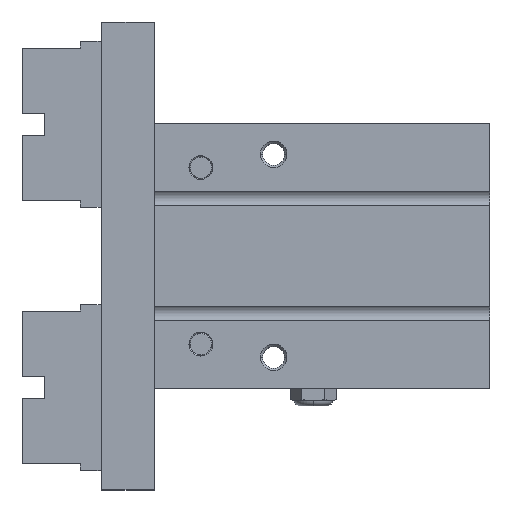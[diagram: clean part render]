
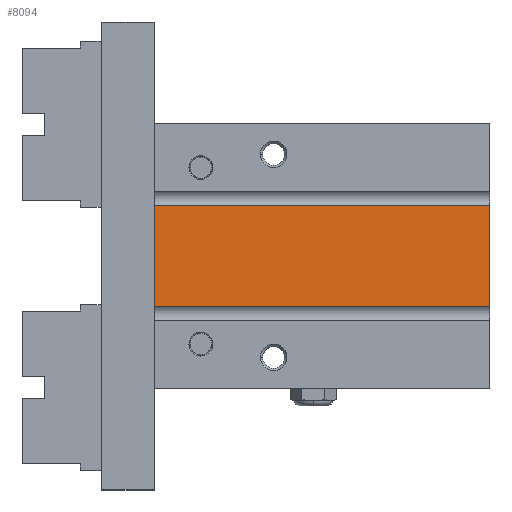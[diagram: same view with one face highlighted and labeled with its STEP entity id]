
A CAD part, top view. The second image highlights one B-rep face of the part: STEP entity #8094.
In plain terms, the highlighted planar face has unit normal (0, 0, 1).
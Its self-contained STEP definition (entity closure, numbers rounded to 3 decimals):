
#56 = CARTESIAN_POINT ( 'NONE',  ( 0., 11.45, 19.7 ) ) ;
#294 = DIRECTION ( 'NONE',  ( 0., 0., 1. ) ) ;
#450 = EDGE_CURVE ( 'NONE', #6933, #718, #4654, .T. ) ;
#474 = VERTEX_POINT ( 'NONE', #902 ) ;
#638 = LINE ( 'NONE', #4135, #4041 ) ;
#718 = VERTEX_POINT ( 'NONE', #6927 ) ;
#822 = VECTOR ( 'NONE', #2241, 1000. ) ;
#902 = CARTESIAN_POINT ( 'NONE',  ( 0., -11.45, 19.7 ) ) ;
#1187 = VECTOR ( 'NONE', #7077, 1000. ) ;
#2241 = DIRECTION ( 'NONE',  ( 1., 0., 0. ) ) ;
#2640 = AXIS2_PLACEMENT_3D ( 'NONE', #5396, #294, #4776 ) ;
#2766 = EDGE_CURVE ( 'NONE', #6933, #4530, #3080, .T. ) ;
#2801 = DIRECTION ( 'NONE',  ( 0., -1., 0. ) ) ;
#3001 = ORIENTED_EDGE ( 'NONE', *, *, #450, .T. ) ;
#3080 = LINE ( 'NONE', #6436, #1187 ) ;
#3507 = ORIENTED_EDGE ( 'NONE', *, *, #8116, .T. ) ;
#4041 = VECTOR ( 'NONE', #6723, 1000. ) ;
#4135 = CARTESIAN_POINT ( 'NONE',  ( 0., 11.45, 19.7 ) ) ;
#4406 = LINE ( 'NONE', #6713, #822 ) ;
#4530 = VERTEX_POINT ( 'NONE', #56 ) ;
#4654 = LINE ( 'NONE', #6633, #7861 ) ;
#4776 = DIRECTION ( 'NONE',  ( 1., 0., 0. ) ) ;
#5217 = EDGE_CURVE ( 'NONE', #4530, #474, #638, .T. ) ;
#5396 = CARTESIAN_POINT ( 'NONE',  ( -76., 11.45, 19.7 ) ) ;
#5516 = EDGE_LOOP ( 'NONE', ( #7715, #8183, #3001, #3507 ) ) ;
#6436 = CARTESIAN_POINT ( 'NONE',  ( -76., 11.45, 19.7 ) ) ;
#6633 = CARTESIAN_POINT ( 'NONE',  ( -76., 11.45, 19.7 ) ) ;
#6689 = PLANE ( 'NONE',  #2640 ) ;
#6713 = CARTESIAN_POINT ( 'NONE',  ( -76., -11.45, 19.7 ) ) ;
#6723 = DIRECTION ( 'NONE',  ( 0., -1., 0. ) ) ;
#6795 = CARTESIAN_POINT ( 'NONE',  ( -76., 11.45, 19.7 ) ) ;
#6927 = CARTESIAN_POINT ( 'NONE',  ( -76., -11.45, 19.7 ) ) ;
#6933 = VERTEX_POINT ( 'NONE', #6795 ) ;
#7077 = DIRECTION ( 'NONE',  ( 1., 0., 0. ) ) ;
#7715 = ORIENTED_EDGE ( 'NONE', *, *, #5217, .F. ) ;
#7816 = FACE_OUTER_BOUND ( 'NONE', #5516, .T. ) ;
#7861 = VECTOR ( 'NONE', #2801, 1000. ) ;
#8094 = ADVANCED_FACE ( 'NONE', ( #7816 ), #6689, .T. ) ;
#8116 = EDGE_CURVE ( 'NONE', #718, #474, #4406, .T. ) ;
#8183 = ORIENTED_EDGE ( 'NONE', *, *, #2766, .F. ) ;
